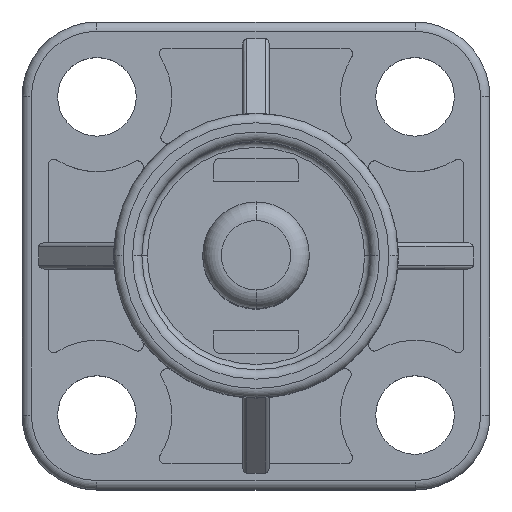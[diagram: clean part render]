
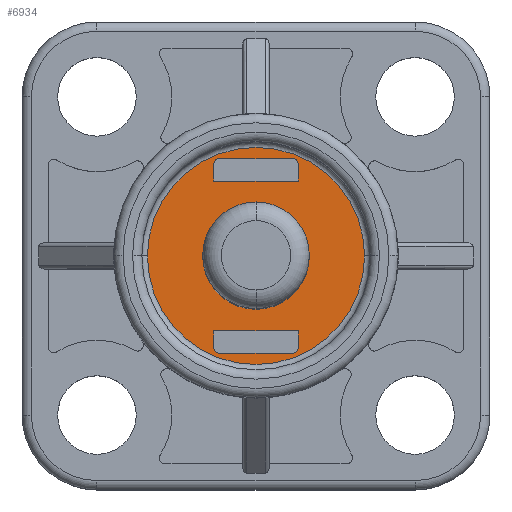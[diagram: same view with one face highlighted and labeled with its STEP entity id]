
A CAD part, top view. The second image highlights one B-rep face of the part: STEP entity #6934.
In plain terms, the highlighted planar face has unit normal (0, 0, 1).
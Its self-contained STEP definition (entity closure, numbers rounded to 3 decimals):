
#58 = ORIENTED_EDGE ( 'NONE', *, *, #2333, .F. ) ;
#63 = AXIS2_PLACEMENT_3D ( 'NONE', #772, #4591, #1308 ) ;
#110 = VECTOR ( 'NONE', #4199, 1000. ) ;
#123 = EDGE_CURVE ( 'NONE', #1018, #1138, #6917, .T. ) ;
#132 = EDGE_LOOP ( 'NONE', ( #1835, #2426, #2557, #4042, #961, #2907 ) ) ;
#184 = DIRECTION ( 'NONE',  ( 0., 0., 1. ) ) ;
#273 = DIRECTION ( 'NONE',  ( -1., 0., 0. ) ) ;
#348 = CARTESIAN_POINT ( 'NONE',  ( -10.601, -4.397, 2.5 ) ) ;
#413 = CARTESIAN_POINT ( 'NONE',  ( -6.401, -13.297, 2.5 ) ) ;
#438 = VERTEX_POINT ( 'NONE', #1251 ) ;
#524 = DIRECTION ( 'NONE',  ( -1., 0., 0. ) ) ;
#611 = EDGE_CURVE ( 'NONE', #3261, #3365, #1172, .T. ) ;
#614 = CARTESIAN_POINT ( 'NONE',  ( -6.401, -14.197, 2.5 ) ) ;
#664 = ORIENTED_EDGE ( 'NONE', *, *, #889, .T. ) ;
#772 = CARTESIAN_POINT ( 'NONE',  ( -6.701, -14.197, 2.5 ) ) ;
#827 = DIRECTION ( 'NONE',  ( 0., 0., 1. ) ) ;
#889 = EDGE_CURVE ( 'NONE', #438, #1446, #1743, .T. ) ;
#943 = CARTESIAN_POINT ( 'NONE',  ( -10.901, -4.397, 2.5 ) ) ;
#961 = ORIENTED_EDGE ( 'NONE', *, *, #2161, .F. ) ;
#963 = VERTEX_POINT ( 'NONE', #1970 ) ;
#1018 = VERTEX_POINT ( 'NONE', #6489 ) ;
#1081 = AXIS2_PLACEMENT_3D ( 'NONE', #5610, #2351, #6144 ) ;
#1097 = ORIENTED_EDGE ( 'NONE', *, *, #123, .F. ) ;
#1138 = VERTEX_POINT ( 'NONE', #4351 ) ;
#1159 = DIRECTION ( 'NONE',  ( 0., 1., 0. ) ) ;
#1170 = CARTESIAN_POINT ( 'NONE',  ( -6.401, -14.197, 2.5 ) ) ;
#1172 = LINE ( 'NONE', #1493, #2280 ) ;
#1186 = CARTESIAN_POINT ( 'NONE',  ( -10.901, -14.197, 2.5 ) ) ;
#1226 = DIRECTION ( 'NONE',  ( -1., 0., 0. ) ) ;
#1251 = CARTESIAN_POINT ( 'NONE',  ( -14.451, -9.297, 2.5 ) ) ;
#1268 = CARTESIAN_POINT ( 'NONE',  ( -10.901, -5.297, 2.5 ) ) ;
#1288 = CARTESIAN_POINT ( 'NONE',  ( -8.651, -6.447, 2.5 ) ) ;
#1308 = DIRECTION ( 'NONE',  ( -1., 0., 0. ) ) ;
#1445 = CARTESIAN_POINT ( 'NONE',  ( -6.401, -5.297, 2.5 ) ) ;
#1446 = VERTEX_POINT ( 'NONE', #1447 ) ;
#1447 = CARTESIAN_POINT ( 'NONE',  ( -2.851, -9.297, 2.5 ) ) ;
#1464 = CARTESIAN_POINT ( 'NONE',  ( -10.601, -4.097, 2.5 ) ) ;
#1493 = CARTESIAN_POINT ( 'NONE',  ( -6.401, -4.397, 2.5 ) ) ;
#1526 = DIRECTION ( 'NONE',  ( 1., 0., 0. ) ) ;
#1534 = CARTESIAN_POINT ( 'NONE',  ( -10.601, -14.497, 2.5 ) ) ;
#1603 = FACE_BOUND ( 'NONE', #2980, .T. ) ;
#1631 = VECTOR ( 'NONE', #1226, 1000. ) ;
#1650 = VERTEX_POINT ( 'NONE', #5920 ) ;
#1719 = DIRECTION ( 'NONE',  ( 0., 0., 1. ) ) ;
#1743 = CIRCLE ( 'NONE', #2721, 5.8 ) ;
#1791 = CIRCLE ( 'NONE', #63, 0.3 ) ;
#1819 = CARTESIAN_POINT ( 'NONE',  ( -10.901, -14.197, 2.5 ) ) ;
#1835 = ORIENTED_EDGE ( 'NONE', *, *, #3694, .F. ) ;
#1878 = EDGE_LOOP ( 'NONE', ( #5476, #3494, #2702, #1097, #58, #3004 ) ) ;
#1889 = EDGE_CURVE ( 'NONE', #6255, #3259, #3553, .T. ) ;
#1936 = DIRECTION ( 'NONE',  ( 0., 0., 1. ) ) ;
#1970 = CARTESIAN_POINT ( 'NONE',  ( -6.701, -4.097, 2.5 ) ) ;
#1982 = AXIS2_PLACEMENT_3D ( 'NONE', #6759, #3511, #273 ) ;
#2142 = VERTEX_POINT ( 'NONE', #4448 ) ;
#2151 = EDGE_CURVE ( 'NONE', #6005, #3261, #6660, .T. ) ;
#2161 = EDGE_CURVE ( 'NONE', #6918, #2142, #5239, .T. ) ;
#2213 = CIRCLE ( 'NONE', #5858, 5.8 ) ;
#2280 = VECTOR ( 'NONE', #2598, 1000. ) ;
#2333 = EDGE_CURVE ( 'NONE', #963, #1018, #5325, .T. ) ;
#2351 = DIRECTION ( 'NONE',  ( 0., 0., 1. ) ) ;
#2426 = ORIENTED_EDGE ( 'NONE', *, *, #4398, .F. ) ;
#2429 = EDGE_CURVE ( 'NONE', #1138, #6005, #2838, .T. ) ;
#2441 = VERTEX_POINT ( 'NONE', #413 ) ;
#2463 = VECTOR ( 'NONE', #6076, 1000. ) ;
#2503 = VECTOR ( 'NONE', #2812, 1000. ) ;
#2557 = ORIENTED_EDGE ( 'NONE', *, *, #5911, .F. ) ;
#2598 = DIRECTION ( 'NONE',  ( 0., 1., 0. ) ) ;
#2635 = CIRCLE ( 'NONE', #5278, 0.3 ) ;
#2702 = ORIENTED_EDGE ( 'NONE', *, *, #2429, .F. ) ;
#2721 = AXIS2_PLACEMENT_3D ( 'NONE', #4093, #827, #4654 ) ;
#2801 = VECTOR ( 'NONE', #1159, 1000. ) ;
#2812 = DIRECTION ( 'NONE',  ( 1., 0., 0. ) ) ;
#2838 = LINE ( 'NONE', #943, #110 ) ;
#2907 = ORIENTED_EDGE ( 'NONE', *, *, #5995, .F. ) ;
#2955 = LINE ( 'NONE', #614, #2801 ) ;
#2980 = EDGE_LOOP ( 'NONE', ( #5943, #5182 ) ) ;
#3004 = ORIENTED_EDGE ( 'NONE', *, *, #3672, .F. ) ;
#3029 = EDGE_LOOP ( 'NONE', ( #6637, #664 ) ) ;
#3045 = FACE_BOUND ( 'NONE', #132, .T. ) ;
#3054 = AXIS2_PLACEMENT_3D ( 'NONE', #348, #4155, #1526 ) ;
#3092 = DIRECTION ( 'NONE',  ( -1., 0., 0. ) ) ;
#3103 = EDGE_CURVE ( 'NONE', #2142, #4269, #1791, .T. ) ;
#3152 = AXIS2_PLACEMENT_3D ( 'NONE', #7002, #3773, #524 ) ;
#3259 = VERTEX_POINT ( 'NONE', #4739 ) ;
#3261 = VERTEX_POINT ( 'NONE', #1445 ) ;
#3327 = DIRECTION ( 'NONE',  ( 1., 0., 0. ) ) ;
#3365 = VERTEX_POINT ( 'NONE', #5324 ) ;
#3432 = CARTESIAN_POINT ( 'NONE',  ( -8.651, -9.297, 2.5 ) ) ;
#3483 = CIRCLE ( 'NONE', #1982, 2.85 ) ;
#3494 = ORIENTED_EDGE ( 'NONE', *, *, #2151, .F. ) ;
#3511 = DIRECTION ( 'NONE',  ( 0., 0., 1. ) ) ;
#3516 = VERTEX_POINT ( 'NONE', #1819 ) ;
#3553 = CIRCLE ( 'NONE', #6059, 2.85 ) ;
#3600 = VECTOR ( 'NONE', #3327, 1000. ) ;
#3672 = EDGE_CURVE ( 'NONE', #3365, #963, #2635, .T. ) ;
#3685 = VECTOR ( 'NONE', #3092, 1000. ) ;
#3694 = EDGE_CURVE ( 'NONE', #1650, #3516, #3918, .T. ) ;
#3773 = DIRECTION ( 'NONE',  ( 0., 0., 1. ) ) ;
#3918 = LINE ( 'NONE', #1186, #2463 ) ;
#3997 = DIRECTION ( 'NONE',  ( 1., 0., 0. ) ) ;
#4042 = ORIENTED_EDGE ( 'NONE', *, *, #3103, .F. ) ;
#4093 = CARTESIAN_POINT ( 'NONE',  ( -8.651, -9.297, 2.5 ) ) ;
#4155 = DIRECTION ( 'NONE',  ( 0., 0., 1. ) ) ;
#4199 = DIRECTION ( 'NONE',  ( 0., -1., 0. ) ) ;
#4269 = VERTEX_POINT ( 'NONE', #1170 ) ;
#4351 = CARTESIAN_POINT ( 'NONE',  ( -10.901, -4.397, 2.5 ) ) ;
#4359 = FACE_OUTER_BOUND ( 'NONE', #3029, .T. ) ;
#4398 = EDGE_CURVE ( 'NONE', #2441, #1650, #5978, .T. ) ;
#4448 = CARTESIAN_POINT ( 'NONE',  ( -6.701, -14.497, 2.5 ) ) ;
#4533 = FACE_BOUND ( 'NONE', #1878, .T. ) ;
#4591 = DIRECTION ( 'NONE',  ( 0., 0., 1. ) ) ;
#4654 = DIRECTION ( 'NONE',  ( 1., 0., 0. ) ) ;
#4739 = CARTESIAN_POINT ( 'NONE',  ( -8.651, -12.147, 2.5 ) ) ;
#5002 = CARTESIAN_POINT ( 'NONE',  ( -10.601, -14.497, 2.5 ) ) ;
#5010 = CARTESIAN_POINT ( 'NONE',  ( -6.701, -4.397, 2.5 ) ) ;
#5064 = CARTESIAN_POINT ( 'NONE',  ( -6.089, -13.297, 2.5 ) ) ;
#5182 = ORIENTED_EDGE ( 'NONE', *, *, #5398, .F. ) ;
#5214 = CARTESIAN_POINT ( 'NONE',  ( -8.651, -9.297, 2.5 ) ) ;
#5239 = LINE ( 'NONE', #5002, #3600 ) ;
#5278 = AXIS2_PLACEMENT_3D ( 'NONE', #5010, #1719, #5544 ) ;
#5324 = CARTESIAN_POINT ( 'NONE',  ( -6.401, -4.397, 2.5 ) ) ;
#5325 = LINE ( 'NONE', #1464, #3685 ) ;
#5398 = EDGE_CURVE ( 'NONE', #3259, #6255, #3483, .T. ) ;
#5476 = ORIENTED_EDGE ( 'NONE', *, *, #611, .F. ) ;
#5544 = DIRECTION ( 'NONE',  ( -1., 0., 0. ) ) ;
#5610 = CARTESIAN_POINT ( 'NONE',  ( -10.601, -14.197, 2.5 ) ) ;
#5624 = EDGE_CURVE ( 'NONE', #1446, #438, #2213, .T. ) ;
#5743 = DIRECTION ( 'NONE',  ( -1., 0., 0. ) ) ;
#5858 = AXIS2_PLACEMENT_3D ( 'NONE', #3432, #184, #3997 ) ;
#5911 = EDGE_CURVE ( 'NONE', #4269, #2441, #2955, .T. ) ;
#5913 = PLANE ( 'NONE',  #3152 ) ;
#5920 = CARTESIAN_POINT ( 'NONE',  ( -10.901, -13.297, 2.5 ) ) ;
#5943 = ORIENTED_EDGE ( 'NONE', *, *, #1889, .F. ) ;
#5978 = LINE ( 'NONE', #5064, #1631 ) ;
#5995 = EDGE_CURVE ( 'NONE', #3516, #6918, #6267, .T. ) ;
#6005 = VERTEX_POINT ( 'NONE', #1268 ) ;
#6059 = AXIS2_PLACEMENT_3D ( 'NONE', #5214, #1936, #5743 ) ;
#6066 = CARTESIAN_POINT ( 'NONE',  ( -6.089, -5.297, 2.5 ) ) ;
#6076 = DIRECTION ( 'NONE',  ( 0., -1., 0. ) ) ;
#6144 = DIRECTION ( 'NONE',  ( 1., 0., 0. ) ) ;
#6255 = VERTEX_POINT ( 'NONE', #1288 ) ;
#6267 = CIRCLE ( 'NONE', #1081, 0.3 ) ;
#6489 = CARTESIAN_POINT ( 'NONE',  ( -10.601, -4.097, 2.5 ) ) ;
#6637 = ORIENTED_EDGE ( 'NONE', *, *, #5624, .T. ) ;
#6660 = LINE ( 'NONE', #6066, #2503 ) ;
#6759 = CARTESIAN_POINT ( 'NONE',  ( -8.651, -9.297, 2.5 ) ) ;
#6917 = CIRCLE ( 'NONE', #3054, 0.3 ) ;
#6918 = VERTEX_POINT ( 'NONE', #1534 ) ;
#6934 = ADVANCED_FACE ( 'NONE', ( #3045, #4533, #1603, #4359 ), #5913, .T. ) ;
#7002 = CARTESIAN_POINT ( 'NONE',  ( -8.651, -9.297, 2.5 ) ) ;
